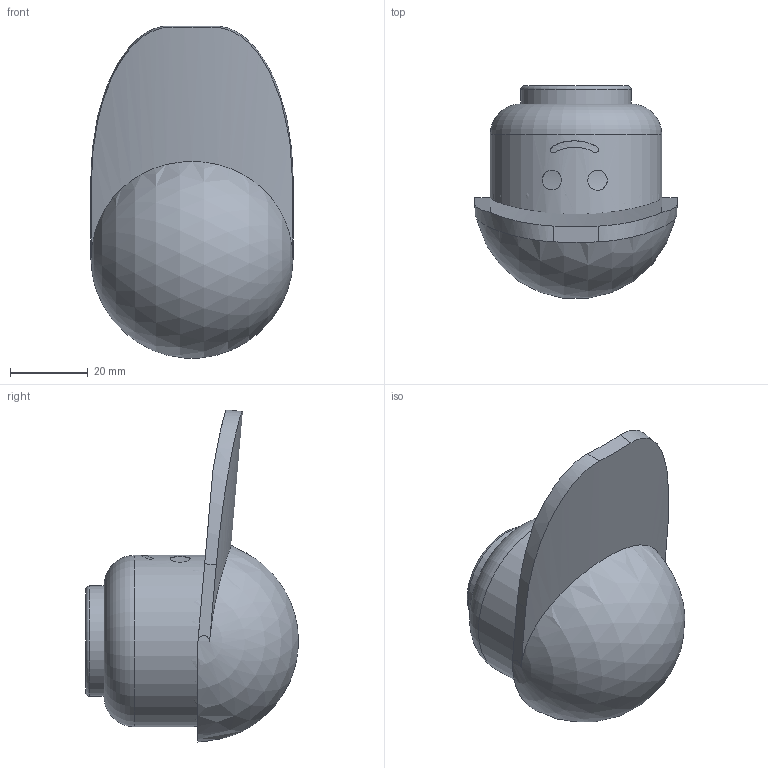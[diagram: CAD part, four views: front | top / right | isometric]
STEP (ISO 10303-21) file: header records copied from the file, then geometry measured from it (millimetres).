
FILE_DESCRIPTION(/* description */ ('STEP AP242','CAx-IF Rec.Pracs.---Representation and Presentation of Product Manufacturing Information (PMI)---4.0---2014-10-13','CAx-IF Rec.Pracs.---3D Tessellated Geometry---0.4---2014-09-14','2;1'),/* implementation_level */ '2;1');
FILE_NAME(/* name */ '66a12e0254af5e4cceac9ce7',/* time_stamp */ '2024-07-24T16:38:26Z',/* author */ (''),/* organization */ (''),/* preprocessor_version */ 'ST-DEVELOPER v20',/* originating_system */ ' ',/* authorisation */ ' ');
FILE_SCHEMA (('AP242_MANAGED_MODEL_BASED_3D_ENGINEERING_MIM_LF { 1 0 10303 442 1 1 4 }'));
Length unit declared in the file: metre
Products named in the file (3): Assembly 1; Part 1
Assembly tree (2 placements, depth 2):
  Assembly 1
    Part 1
    Part 1
Bounding box: 52.2 x 54.85 x 85.62 mm (x, y, z)
Volume: 121943.6 mm3; surface area: 20034.5 mm2
Topology: 2 solids, 2 shells, 34 faces, 68 edges, 39 vertices
Faces by surface type: cylinder 11, plane 11, torus 5, bspline 5, sphere 2
Full cylindrical faces by diameter (mm): 12 x1, 20.781 x1, 21 x1, 28.413 x1, 44.2 x1
Entity records: 2316 total; most frequent: CARTESIAN_POINT 1512, DIRECTION 118, ORIENTED_EDGE 102, AXIS2_PLACEMENT_3D 55, EDGE_LOOP 52, FACE_BOUND 52, EDGE_CURVE 51, VERTEX_POINT 39
